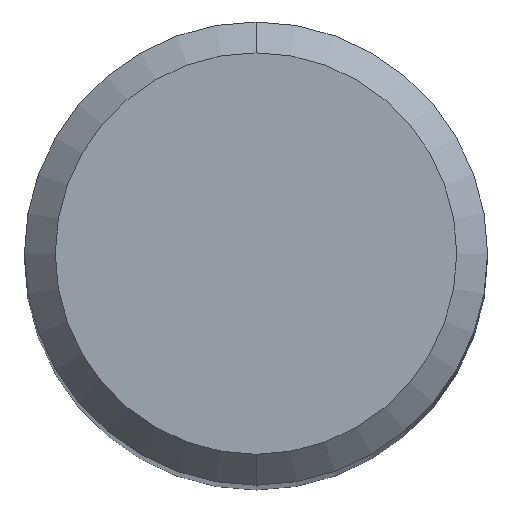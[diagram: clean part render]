
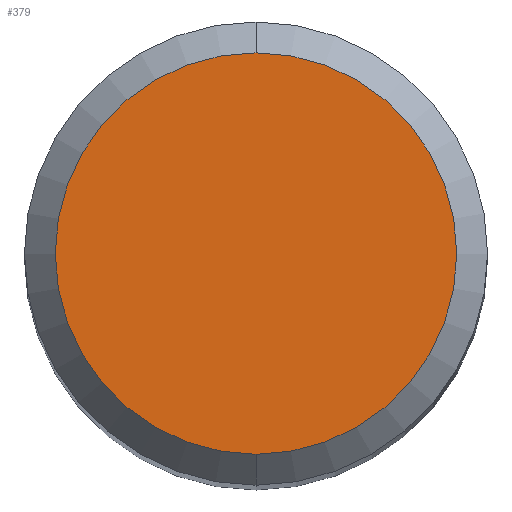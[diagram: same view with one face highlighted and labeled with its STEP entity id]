
A CAD part, top view. The second image highlights one B-rep face of the part: STEP entity #379.
In plain terms, the highlighted planar face has unit normal (0, 0, 1).
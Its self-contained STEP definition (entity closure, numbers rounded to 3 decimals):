
#245=EDGE_CURVE('',#353,#383,#557,.T.);
#337=EDGE_CURVE('',#383,#353,#659,.T.);
#353=VERTEX_POINT('',#676);
#379=ADVANCED_FACE('',(#705),#706,.T.);
#383=VERTEX_POINT('',#710);
#557=CIRCLE('',#974,2.6);
#659=CIRCLE('',#1169,2.6);
#676=CARTESIAN_POINT('',(0.0,2.6,0.0));
#705=FACE_OUTER_BOUND('',#1262,.T.);
#706=PLANE('',#1263);
#710=CARTESIAN_POINT('',(0.,-2.6,0.0));
#974=AXIS2_PLACEMENT_3D('',#1505,#1506,#1507);
#1169=AXIS2_PLACEMENT_3D('',#1641,#1642,#1643);
#1262=EDGE_LOOP('',(#1699,#1700));
#1263=AXIS2_PLACEMENT_3D('',#1701,#1702,#1703);
#1505=CARTESIAN_POINT('',(0.0,0.0,0.0));
#1506=DIRECTION('',(0.0,0.0,-1.0));
#1507=DIRECTION('',(0.0,1.0,0.0));
#1641=CARTESIAN_POINT('',(0.0,0.0,0.0));
#1642=DIRECTION('',(0.0,0.0,-1.0));
#1643=DIRECTION('',(0.0,1.0,0.0));
#1699=ORIENTED_EDGE('',*,*,#245,.F.);
#1700=ORIENTED_EDGE('',*,*,#337,.F.);
#1701=CARTESIAN_POINT('',(0.0,1.3,0.0));
#1702=DIRECTION('',(-0.0,0.0,1.0));
#1703=DIRECTION('',(0.0,-1.0,0.0));
